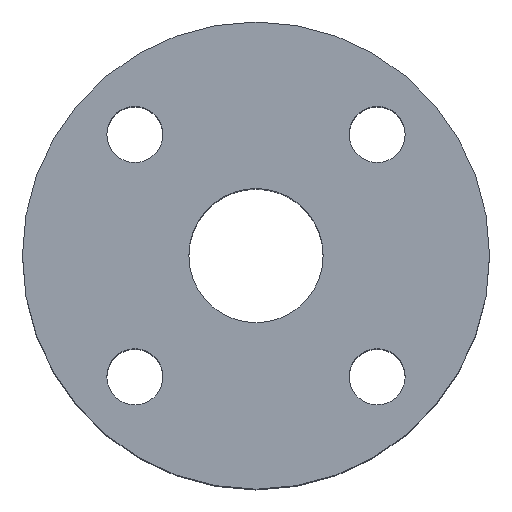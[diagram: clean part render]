
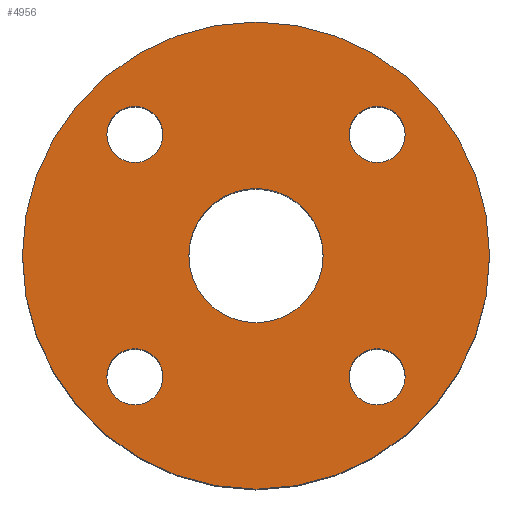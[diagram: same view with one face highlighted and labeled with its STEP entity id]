
A CAD part, top view. The second image highlights one B-rep face of the part: STEP entity #4956.
In plain terms, the highlighted planar face has unit normal (0, 0, 1).
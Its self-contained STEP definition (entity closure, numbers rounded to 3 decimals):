
#39 = VERTEX_POINT ( 'NONE', #14712 ) ;
#680 = EDGE_CURVE ( 'NONE', #1166, #39, #6182, .T. ) ;
#795 = ORIENTED_EDGE ( 'NONE', *, *, #680, .F. ) ;
#1166 = VERTEX_POINT ( 'NONE', #13006 ) ;
#1443 = CIRCLE ( 'NONE', #10979, 9. ) ;
#1693 = CIRCLE ( 'NONE', #5516, 75. ) ;
#1881 = AXIS2_PLACEMENT_3D ( 'NONE', #19385, #19825, #17585 ) ;
#2137 = CARTESIAN_POINT ( 'NONE',  ( -21.55, 0., 0. ) ) ;
#2420 = AXIS2_PLACEMENT_3D ( 'NONE', #2644, #20870, #7128 ) ;
#2644 = CARTESIAN_POINT ( 'NONE',  ( 38.891, -38.891, 0. ) ) ;
#3273 = EDGE_LOOP ( 'NONE', ( #19899, #5553 ) ) ;
#3288 = EDGE_LOOP ( 'NONE', ( #12365, #25458 ) ) ;
#4397 = DIRECTION ( 'NONE',  ( 0., -1., 0. ) ) ;
#4956 = ADVANCED_FACE ( 'NONE', ( #24226, #10496, #12727, #28842, #17645, #15413 ), #11083, .F. ) ;
#5188 = DIRECTION ( 'NONE',  ( -1., 0., 0. ) ) ;
#5244 = AXIS2_PLACEMENT_3D ( 'NONE', #15478, #5785, #26532 ) ;
#5377 = CARTESIAN_POINT ( 'NONE',  ( 47.891, -38.891, 0. ) ) ;
#5516 = AXIS2_PLACEMENT_3D ( 'NONE', #20752, #9401, #11501 ) ;
#5553 = ORIENTED_EDGE ( 'NONE', *, *, #28958, .T. ) ;
#5785 = DIRECTION ( 'NONE',  ( 0., 0., 1. ) ) ;
#5969 = CARTESIAN_POINT ( 'NONE',  ( 21.55, 0., 0. ) ) ;
#6149 = DIRECTION ( 'NONE',  ( 0., 0., -1. ) ) ;
#6182 = CIRCLE ( 'NONE', #1881, 9. ) ;
#6354 = CARTESIAN_POINT ( 'NONE',  ( -38.891, -38.891, 0. ) ) ;
#6406 = ORIENTED_EDGE ( 'NONE', *, *, #28450, .F. ) ;
#6514 = CARTESIAN_POINT ( 'NONE',  ( -47.891, -38.891, 0. ) ) ;
#6659 = VERTEX_POINT ( 'NONE', #6514 ) ;
#6842 = ORIENTED_EDGE ( 'NONE', *, *, #13962, .F. ) ;
#7128 = DIRECTION ( 'NONE',  ( 0., -1., 0. ) ) ;
#7419 = CIRCLE ( 'NONE', #10763, 21.55 ) ;
#7470 = CARTESIAN_POINT ( 'NONE',  ( -75., 0., 0. ) ) ;
#7505 = CIRCLE ( 'NONE', #24197, 9. ) ;
#8097 = CIRCLE ( 'NONE', #5244, 21.55 ) ;
#8176 = DIRECTION ( 'NONE',  ( 0., 0., 1. ) ) ;
#8319 = DIRECTION ( 'NONE',  ( 1., 0., 0. ) ) ;
#9401 = DIRECTION ( 'NONE',  ( 0., 0., 1. ) ) ;
#9503 = AXIS2_PLACEMENT_3D ( 'NONE', #23420, #27742, #5188 ) ;
#9613 = EDGE_CURVE ( 'NONE', #6659, #24506, #7505, .T. ) ;
#10496 = FACE_BOUND ( 'NONE', #3288, .T. ) ;
#10507 = DIRECTION ( 'NONE',  ( 1., 0., 0. ) ) ;
#10593 = CARTESIAN_POINT ( 'NONE',  ( -29.891, -38.891, 0. ) ) ;
#10673 = CARTESIAN_POINT ( 'NONE',  ( 38.891, 38.891, 0. ) ) ;
#10763 = AXIS2_PLACEMENT_3D ( 'NONE', #19892, #28996, #10507 ) ;
#10979 = AXIS2_PLACEMENT_3D ( 'NONE', #13751, #25396, #25544 ) ;
#11083 = PLANE ( 'NONE',  #14246 ) ;
#11501 = DIRECTION ( 'NONE',  ( 1., 0., 0. ) ) ;
#11979 = CARTESIAN_POINT ( 'NONE',  ( -38.891, 38.891, 0. ) ) ;
#12083 = VERTEX_POINT ( 'NONE', #17904 ) ;
#12239 = ORIENTED_EDGE ( 'NONE', *, *, #16325, .F. ) ;
#12365 = ORIENTED_EDGE ( 'NONE', *, *, #23234, .F. ) ;
#12727 = FACE_BOUND ( 'NONE', #12759, .T. ) ;
#12759 = EDGE_LOOP ( 'NONE', ( #795, #17013 ) ) ;
#13006 = CARTESIAN_POINT ( 'NONE',  ( -29.891, 38.891, 0. ) ) ;
#13149 = EDGE_CURVE ( 'NONE', #39, #1166, #18063, .T. ) ;
#13603 = CARTESIAN_POINT ( 'NONE',  ( 47.891, 38.891, 0. ) ) ;
#13616 = CIRCLE ( 'NONE', #16476, 9. ) ;
#13751 = CARTESIAN_POINT ( 'NONE',  ( 38.891, 38.891, 0. ) ) ;
#13899 = EDGE_LOOP ( 'NONE', ( #28081, #26906 ) ) ;
#13962 = EDGE_CURVE ( 'NONE', #16591, #20330, #8097, .T. ) ;
#13998 = EDGE_CURVE ( 'NONE', #12083, #22952, #16667, .T. ) ;
#14246 = AXIS2_PLACEMENT_3D ( 'NONE', #17498, #6149, #15701 ) ;
#14712 = CARTESIAN_POINT ( 'NONE',  ( -47.891, 38.891, 0. ) ) ;
#15025 = CARTESIAN_POINT ( 'NONE',  ( 29.891, 38.891, 0. ) ) ;
#15104 = VERTEX_POINT ( 'NONE', #20518 ) ;
#15185 = CARTESIAN_POINT ( 'NONE',  ( 0., 0., 0. ) ) ;
#15413 = FACE_OUTER_BOUND ( 'NONE', #3273, .T. ) ;
#15478 = CARTESIAN_POINT ( 'NONE',  ( 0., 0., 0. ) ) ;
#15701 = DIRECTION ( 'NONE',  ( -1., 0., 0. ) ) ;
#16266 = VERTEX_POINT ( 'NONE', #13603 ) ;
#16325 = EDGE_CURVE ( 'NONE', #28510, #16266, #1443, .T. ) ;
#16476 = AXIS2_PLACEMENT_3D ( 'NONE', #18274, #27542, #4397 ) ;
#16591 = VERTEX_POINT ( 'NONE', #5969 ) ;
#16667 = CIRCLE ( 'NONE', #18582, 75. ) ;
#16927 = AXIS2_PLACEMENT_3D ( 'NONE', #10673, #27240, #29175 ) ;
#17013 = ORIENTED_EDGE ( 'NONE', *, *, #13149, .F. ) ;
#17043 = DIRECTION ( 'NONE',  ( 0., 0., 1. ) ) ;
#17498 = CARTESIAN_POINT ( 'NONE',  ( 0., 21.55, 0. ) ) ;
#17585 = DIRECTION ( 'NONE',  ( 0., 1., 0. ) ) ;
#17645 = FACE_BOUND ( 'NONE', #24402, .T. ) ;
#17694 = DIRECTION ( 'NONE',  ( 0., 0., 1. ) ) ;
#17904 = CARTESIAN_POINT ( 'NONE',  ( 75., 0., 0. ) ) ;
#18063 = CIRCLE ( 'NONE', #28559, 9. ) ;
#18171 = CIRCLE ( 'NONE', #2420, 9. ) ;
#18274 = CARTESIAN_POINT ( 'NONE',  ( 38.891, -38.891, 0. ) ) ;
#18582 = AXIS2_PLACEMENT_3D ( 'NONE', #15185, #8176, #8319 ) ;
#18929 = EDGE_LOOP ( 'NONE', ( #28186, #12239 ) ) ;
#19054 = EDGE_CURVE ( 'NONE', #15104, #22985, #18171, .T. ) ;
#19385 = CARTESIAN_POINT ( 'NONE',  ( -38.891, 38.891, 0. ) ) ;
#19825 = DIRECTION ( 'NONE',  ( 0., 0., 1. ) ) ;
#19892 = CARTESIAN_POINT ( 'NONE',  ( 0., 0., 0. ) ) ;
#19899 = ORIENTED_EDGE ( 'NONE', *, *, #13998, .T. ) ;
#20330 = VERTEX_POINT ( 'NONE', #2137 ) ;
#20518 = CARTESIAN_POINT ( 'NONE',  ( 29.891, -38.891, 0. ) ) ;
#20752 = CARTESIAN_POINT ( 'NONE',  ( 0., 0., 0. ) ) ;
#20870 = DIRECTION ( 'NONE',  ( 0., 0., 1. ) ) ;
#22952 = VERTEX_POINT ( 'NONE', #7470 ) ;
#22985 = VERTEX_POINT ( 'NONE', #5377 ) ;
#23234 = EDGE_CURVE ( 'NONE', #24506, #6659, #29035, .T. ) ;
#23420 = CARTESIAN_POINT ( 'NONE',  ( -38.891, -38.891, 0. ) ) ;
#24197 = AXIS2_PLACEMENT_3D ( 'NONE', #6354, #17694, #26955 ) ;
#24226 = FACE_BOUND ( 'NONE', #13899, .T. ) ;
#24402 = EDGE_LOOP ( 'NONE', ( #6842, #6406 ) ) ;
#24506 = VERTEX_POINT ( 'NONE', #10593 ) ;
#25015 = CIRCLE ( 'NONE', #16927, 9. ) ;
#25396 = DIRECTION ( 'NONE',  ( 0., 0., 1. ) ) ;
#25458 = ORIENTED_EDGE ( 'NONE', *, *, #9613, .F. ) ;
#25544 = DIRECTION ( 'NONE',  ( 1., 0., 0. ) ) ;
#25714 = EDGE_CURVE ( 'NONE', #16266, #28510, #25015, .T. ) ;
#26532 = DIRECTION ( 'NONE',  ( 1., 0., 0. ) ) ;
#26906 = ORIENTED_EDGE ( 'NONE', *, *, #19054, .F. ) ;
#26955 = DIRECTION ( 'NONE',  ( -1., 0., 0. ) ) ;
#27240 = DIRECTION ( 'NONE',  ( 0., 0., 1. ) ) ;
#27542 = DIRECTION ( 'NONE',  ( 0., 0., 1. ) ) ;
#27742 = DIRECTION ( 'NONE',  ( 0., 0., 1. ) ) ;
#28081 = ORIENTED_EDGE ( 'NONE', *, *, #28183, .F. ) ;
#28183 = EDGE_CURVE ( 'NONE', #22985, #15104, #13616, .T. ) ;
#28186 = ORIENTED_EDGE ( 'NONE', *, *, #25714, .F. ) ;
#28249 = DIRECTION ( 'NONE',  ( 0., 1., 0. ) ) ;
#28450 = EDGE_CURVE ( 'NONE', #20330, #16591, #7419, .T. ) ;
#28510 = VERTEX_POINT ( 'NONE', #15025 ) ;
#28559 = AXIS2_PLACEMENT_3D ( 'NONE', #11979, #17043, #28249 ) ;
#28842 = FACE_BOUND ( 'NONE', #18929, .T. ) ;
#28958 = EDGE_CURVE ( 'NONE', #22952, #12083, #1693, .T. ) ;
#28996 = DIRECTION ( 'NONE',  ( 0., 0., 1. ) ) ;
#29035 = CIRCLE ( 'NONE', #9503, 9. ) ;
#29175 = DIRECTION ( 'NONE',  ( 1., 0., 0. ) ) ;
